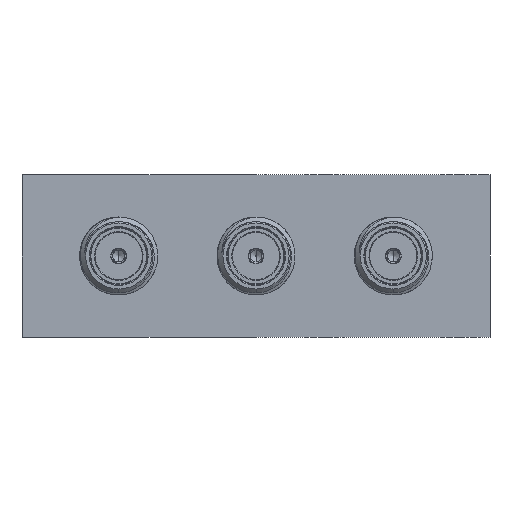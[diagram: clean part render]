
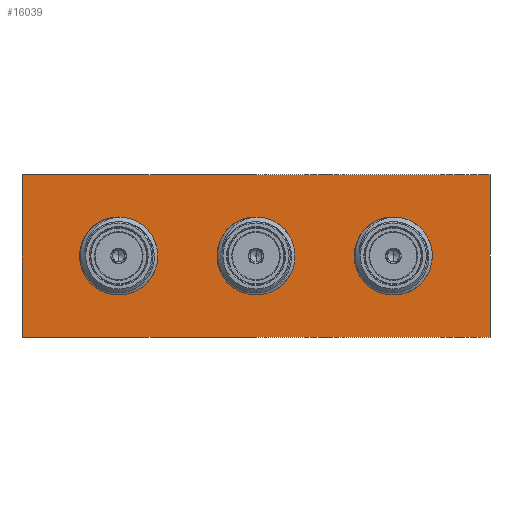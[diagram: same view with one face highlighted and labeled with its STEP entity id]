
A CAD part, front view. The second image highlights one B-rep face of the part: STEP entity #16039.
In plain terms, the highlighted planar face has unit normal (0, -1, 0).
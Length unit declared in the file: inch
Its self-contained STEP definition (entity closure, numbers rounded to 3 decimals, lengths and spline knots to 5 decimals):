
#202 = DIRECTION ( 'NONE',  ( 0., 0., -1. ) ) ;
#353 = VERTEX_POINT ( 'NONE', #3803 ) ;
#458 = DIRECTION ( 'NONE',  ( 0., -1., 0. ) ) ;
#1264 = VERTEX_POINT ( 'NONE', #44325 ) ;
#1929 = FACE_BOUND ( 'NONE', #3681, .T. ) ;
#2691 = EDGE_CURVE ( 'NONE', #33461, #30147, #30479, .T. ) ;
#2738 = CARTESIAN_POINT ( 'NONE',  ( 0.75, 0., -0.26 ) ) ;
#3178 = EDGE_CURVE ( 'NONE', #21448, #13848, #29411, .T. ) ;
#3555 = CARTESIAN_POINT ( 'NONE',  ( 0., 0., 0.26 ) ) ;
#3664 = VERTEX_POINT ( 'NONE', #30699 ) ;
#3681 = EDGE_LOOP ( 'NONE', ( #22477, #23436 ) ) ;
#3803 = CARTESIAN_POINT ( 'NONE',  ( -0.44, 0., -0.1105 ) ) ;
#4028 = DIRECTION ( 'NONE',  ( 0., 0., -1. ) ) ;
#4116 = EDGE_CURVE ( 'NONE', #24384, #42450, #35740, .T. ) ;
#4865 = VECTOR ( 'NONE', #13931, 39.37008 ) ;
#4974 = LINE ( 'NONE', #23099, #25843 ) ;
#5252 = EDGE_CURVE ( 'NONE', #3664, #24046, #38942, .T. ) ;
#5298 = CIRCLE ( 'NONE', #31288, 0.1105 ) ;
#5944 = ORIENTED_EDGE ( 'NONE', *, *, #30871, .F. ) ;
#6079 = ORIENTED_EDGE ( 'NONE', *, *, #4116, .F. ) ;
#6519 = AXIS2_PLACEMENT_3D ( 'NONE', #36209, #32037, #202 ) ;
#6926 = EDGE_LOOP ( 'NONE', ( #5944, #34425 ) ) ;
#6965 = DIRECTION ( 'NONE',  ( 0., -1., 0. ) ) ;
#7290 = DIRECTION ( 'NONE',  ( 1., 0., 0. ) ) ;
#8886 = EDGE_CURVE ( 'NONE', #1264, #353, #5298, .T. ) ;
#9895 = LINE ( 'NONE', #20575, #41808 ) ;
#10180 = EDGE_CURVE ( 'NONE', #30147, #33461, #32171, .T. ) ;
#10461 = CARTESIAN_POINT ( 'NONE',  ( 0.44, 0., 0. ) ) ;
#10619 = AXIS2_PLACEMENT_3D ( 'NONE', #27503, #13344, #27280 ) ;
#11208 = DIRECTION ( 'NONE',  ( 0., 0., -1. ) ) ;
#11361 = DIRECTION ( 'NONE',  ( 0., 0., -1. ) ) ;
#11490 = EDGE_CURVE ( 'NONE', #42450, #3664, #9895, .T. ) ;
#12487 = CIRCLE ( 'NONE', #6519, 0.1105 ) ;
#12891 = FACE_BOUND ( 'NONE', #6926, .T. ) ;
#13344 = DIRECTION ( 'NONE',  ( 0., 1., 0. ) ) ;
#13377 = ORIENTED_EDGE ( 'NONE', *, *, #36880, .F. ) ;
#13761 = ORIENTED_EDGE ( 'NONE', *, *, #11490, .F. ) ;
#13848 = VERTEX_POINT ( 'NONE', #24821 ) ;
#13931 = DIRECTION ( 'NONE',  ( -1., 0., 0. ) ) ;
#15314 = AXIS2_PLACEMENT_3D ( 'NONE', #45280, #45054, #30862 ) ;
#15586 = CARTESIAN_POINT ( 'NONE',  ( 0.44, 0., -0.1105 ) ) ;
#16039 = ADVANCED_FACE ( 'NONE', ( #44734, #19839, #12891, #1929 ), #45179, .F. ) ;
#17369 = EDGE_LOOP ( 'NONE', ( #42298, #42638 ) ) ;
#19289 = CARTESIAN_POINT ( 'NONE',  ( 0.75, 0., 0.26 ) ) ;
#19733 = CARTESIAN_POINT ( 'NONE',  ( 0.44, 0., 0.1105 ) ) ;
#19839 = FACE_BOUND ( 'NONE', #17369, .T. ) ;
#20493 = ORIENTED_EDGE ( 'NONE', *, *, #5252, .F. ) ;
#20575 = CARTESIAN_POINT ( 'NONE',  ( -0.75, 0., 0. ) ) ;
#21448 = VERTEX_POINT ( 'NONE', #37105 ) ;
#22477 = ORIENTED_EDGE ( 'NONE', *, *, #32972, .F. ) ;
#22527 = AXIS2_PLACEMENT_3D ( 'NONE', #35882, #29130, #4028 ) ;
#23099 = CARTESIAN_POINT ( 'NONE',  ( 0.75, 0., 0. ) ) ;
#23436 = ORIENTED_EDGE ( 'NONE', *, *, #8886, .F. ) ;
#24046 = VERTEX_POINT ( 'NONE', #19289 ) ;
#24384 = VERTEX_POINT ( 'NONE', #2738 ) ;
#24821 = CARTESIAN_POINT ( 'NONE',  ( 0., 0., -0.1105 ) ) ;
#25501 = DIRECTION ( 'NONE',  ( 0., -1., 0. ) ) ;
#25843 = VECTOR ( 'NONE', #37050, 39.37008 ) ;
#27082 = CIRCLE ( 'NONE', #22527, 0.1105 ) ;
#27280 = DIRECTION ( 'NONE',  ( 0., 0., 1. ) ) ;
#27503 = CARTESIAN_POINT ( 'NONE',  ( 0., 0., 0. ) ) ;
#28979 = AXIS2_PLACEMENT_3D ( 'NONE', #10461, #6965, #11208 ) ;
#29130 = DIRECTION ( 'NONE',  ( 0., -1., 0. ) ) ;
#29411 = CIRCLE ( 'NONE', #15314, 0.1105 ) ;
#30147 = VERTEX_POINT ( 'NONE', #19733 ) ;
#30479 = CIRCLE ( 'NONE', #28979, 0.1105 ) ;
#30699 = CARTESIAN_POINT ( 'NONE',  ( -0.75, 0., 0.26 ) ) ;
#30862 = DIRECTION ( 'NONE',  ( 0., 0., -1. ) ) ;
#30871 = EDGE_CURVE ( 'NONE', #13848, #21448, #12487, .T. ) ;
#31288 = AXIS2_PLACEMENT_3D ( 'NONE', #32725, #25501, #11361 ) ;
#32037 = DIRECTION ( 'NONE',  ( 0., -1., 0. ) ) ;
#32116 = DIRECTION ( 'NONE',  ( 0., 0., 1. ) ) ;
#32171 = CIRCLE ( 'NONE', #41847, 0.1105 ) ;
#32503 = EDGE_LOOP ( 'NONE', ( #6079, #13377, #20493, #13761 ) ) ;
#32725 = CARTESIAN_POINT ( 'NONE',  ( -0.44, 0., 0. ) ) ;
#32878 = CARTESIAN_POINT ( 'NONE',  ( 0., 0., -0.26 ) ) ;
#32972 = EDGE_CURVE ( 'NONE', #353, #1264, #27082, .T. ) ;
#33461 = VERTEX_POINT ( 'NONE', #15586 ) ;
#34425 = ORIENTED_EDGE ( 'NONE', *, *, #3178, .F. ) ;
#35348 = CARTESIAN_POINT ( 'NONE',  ( 0.44, 0., 0. ) ) ;
#35572 = DIRECTION ( 'NONE',  ( 0., 0., -1. ) ) ;
#35740 = LINE ( 'NONE', #32878, #4865 ) ;
#35882 = CARTESIAN_POINT ( 'NONE',  ( -0.44, 0., 0. ) ) ;
#36209 = CARTESIAN_POINT ( 'NONE',  ( 0., 0., 0. ) ) ;
#36880 = EDGE_CURVE ( 'NONE', #24046, #24384, #4974, .T. ) ;
#37050 = DIRECTION ( 'NONE',  ( 0., 0., -1. ) ) ;
#37105 = CARTESIAN_POINT ( 'NONE',  ( 0., 0., 0.1105 ) ) ;
#38942 = LINE ( 'NONE', #3555, #39609 ) ;
#39609 = VECTOR ( 'NONE', #7290, 39.37008 ) ;
#40181 = CARTESIAN_POINT ( 'NONE',  ( -0.75, 0., -0.26 ) ) ;
#41808 = VECTOR ( 'NONE', #32116, 39.37008 ) ;
#41847 = AXIS2_PLACEMENT_3D ( 'NONE', #35348, #458, #35572 ) ;
#42298 = ORIENTED_EDGE ( 'NONE', *, *, #2691, .F. ) ;
#42450 = VERTEX_POINT ( 'NONE', #40181 ) ;
#42638 = ORIENTED_EDGE ( 'NONE', *, *, #10180, .F. ) ;
#44325 = CARTESIAN_POINT ( 'NONE',  ( -0.44, 0., 0.1105 ) ) ;
#44734 = FACE_OUTER_BOUND ( 'NONE', #32503, .T. ) ;
#45054 = DIRECTION ( 'NONE',  ( 0., -1., 0. ) ) ;
#45179 = PLANE ( 'NONE',  #10619 ) ;
#45280 = CARTESIAN_POINT ( 'NONE',  ( 0., 0., 0. ) ) ;
